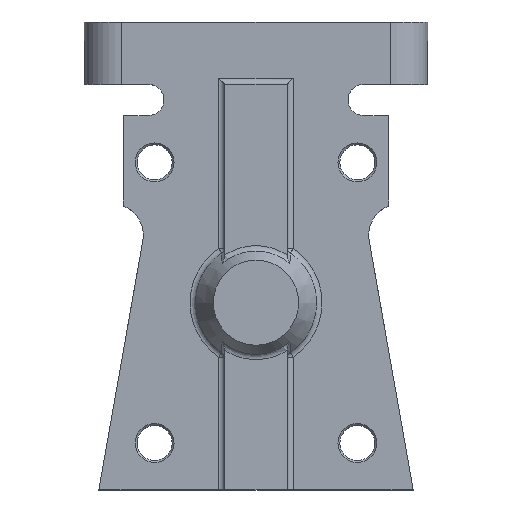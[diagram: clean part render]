
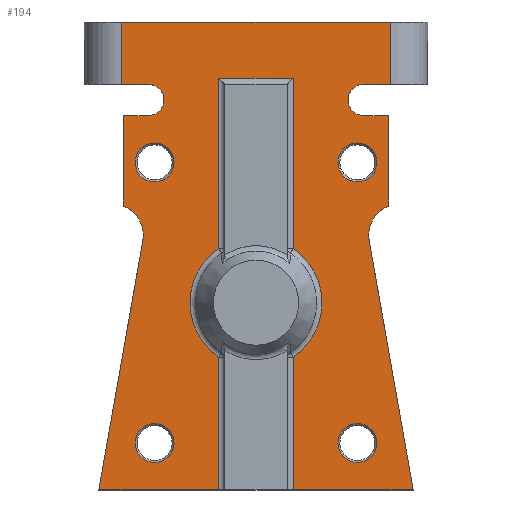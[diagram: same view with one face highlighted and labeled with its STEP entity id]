
A CAD part, top view. The second image highlights one B-rep face of the part: STEP entity #194.
In plain terms, the highlighted planar face has unit normal (0, 0, 1).
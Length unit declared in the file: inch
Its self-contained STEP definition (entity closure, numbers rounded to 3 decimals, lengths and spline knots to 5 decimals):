
#194=ADVANCED_FACE('',(#448,#449,#450,#451,#452),#262,.F.);
#262=PLANE('',#1301);
#281=LINE('',#1756,#361);
#285=LINE('',#1764,#365);
#290=LINE('',#1789,#370);
#308=LINE('',#1844,#388);
#312=LINE('',#1852,#392);
#317=LINE('',#1864,#397);
#319=LINE('',#1868,#399);
#323=LINE('',#1877,#403);
#327=LINE('',#1889,#407);
#328=LINE('',#1903,#408);
#329=LINE('',#1904,#409);
#330=LINE('',#1908,#410);
#331=LINE('',#1910,#411);
#332=LINE('',#1912,#412);
#333=LINE('',#1916,#413);
#334=LINE('',#1917,#414);
#335=LINE('',#1920,#415);
#336=LINE('',#1921,#416);
#361=VECTOR('',#1403,1.);
#365=VECTOR('',#1407,1.);
#370=VECTOR('',#1428,1.);
#388=VECTOR('',#1474,1.);
#392=VECTOR('',#1480,1.);
#397=VECTOR('',#1489,1.);
#399=VECTOR('',#1493,1.);
#403=VECTOR('',#1503,1.);
#407=VECTOR('',#1511,1.);
#408=VECTOR('',#1528,1.);
#409=VECTOR('',#1529,1.);
#410=VECTOR('',#1532,1.);
#411=VECTOR('',#1533,1.);
#412=VECTOR('',#1534,1.);
#413=VECTOR('',#1537,1.);
#414=VECTOR('',#1538,1.);
#415=VECTOR('',#1541,1.);
#416=VECTOR('',#1542,1.);
#448=FACE_BOUND('',#507,.T.);
#449=FACE_BOUND('',#508,.T.);
#450=FACE_BOUND('',#509,.T.);
#451=FACE_BOUND('',#510,.T.);
#452=FACE_BOUND('',#511,.T.);
#507=EDGE_LOOP('',(#679));
#508=EDGE_LOOP('',(#680));
#509=EDGE_LOOP('',(#681));
#510=EDGE_LOOP('',(#682));
#511=EDGE_LOOP('',(#683,#684,#685,#686,#687,#688,#689,#690,#691,#692,#693,
#694,#695,#696,#697,#698,#699,#700,#701,#702,#703,#704,#705,#706));
#679=ORIENTED_EDGE('',*,*,#1104,.T.);
#680=ORIENTED_EDGE('',*,*,#1105,.T.);
#681=ORIENTED_EDGE('',*,*,#1106,.T.);
#682=ORIENTED_EDGE('',*,*,#1107,.T.);
#683=ORIENTED_EDGE('',*,*,#1039,.T.);
#684=ORIENTED_EDGE('',*,*,#1108,.T.);
#685=ORIENTED_EDGE('',*,*,#1109,.T.);
#686=ORIENTED_EDGE('',*,*,#1091,.T.);
#687=ORIENTED_EDGE('',*,*,#1094,.T.);
#688=ORIENTED_EDGE('',*,*,#1079,.T.);
#689=ORIENTED_EDGE('',*,*,#1102,.T.);
#690=ORIENTED_EDGE('',*,*,#1110,.T.);
#691=ORIENTED_EDGE('',*,*,#1111,.T.);
#692=ORIENTED_EDGE('',*,*,#1112,.T.);
#693=ORIENTED_EDGE('',*,*,#1113,.T.);
#694=ORIENTED_EDGE('',*,*,#1114,.T.);
#695=ORIENTED_EDGE('',*,*,#1115,.T.);
#696=ORIENTED_EDGE('',*,*,#1116,.T.);
#697=ORIENTED_EDGE('',*,*,#1096,.T.);
#698=ORIENTED_EDGE('',*,*,#1083,.T.);
#699=ORIENTED_EDGE('',*,*,#1103,.T.);
#700=ORIENTED_EDGE('',*,*,#1089,.T.);
#701=ORIENTED_EDGE('',*,*,#1117,.T.);
#702=ORIENTED_EDGE('',*,*,#1118,.T.);
#703=ORIENTED_EDGE('',*,*,#1035,.T.);
#704=ORIENTED_EDGE('',*,*,#1119,.T.);
#705=ORIENTED_EDGE('',*,*,#1051,.T.);
#706=ORIENTED_EDGE('',*,*,#1120,.T.);
#922=VERTEX_POINT('',#1755);
#923=VERTEX_POINT('',#1757);
#926=VERTEX_POINT('',#1763);
#927=VERTEX_POINT('',#1765);
#938=VERTEX_POINT('',#1788);
#939=VERTEX_POINT('',#1790);
#961=VERTEX_POINT('',#1843);
#962=VERTEX_POINT('',#1845);
#964=VERTEX_POINT('',#1851);
#965=VERTEX_POINT('',#1853);
#969=VERTEX_POINT('',#1863);
#970=VERTEX_POINT('',#1865);
#971=VERTEX_POINT('',#1869);
#972=VERTEX_POINT('',#1870);
#973=VERTEX_POINT('',#1878);
#978=VERTEX_POINT('',#1888);
#979=VERTEX_POINT('',#1894);
#980=VERTEX_POINT('',#1896);
#981=VERTEX_POINT('',#1898);
#982=VERTEX_POINT('',#1900);
#983=VERTEX_POINT('',#1902);
#984=VERTEX_POINT('',#1905);
#985=VERTEX_POINT('',#1907);
#986=VERTEX_POINT('',#1909);
#987=VERTEX_POINT('',#1911);
#988=VERTEX_POINT('',#1913);
#989=VERTEX_POINT('',#1915);
#990=VERTEX_POINT('',#1918);
#1035=EDGE_CURVE('',#923,#922,#281,.T.);
#1039=EDGE_CURVE('',#927,#926,#285,.T.);
#1051=EDGE_CURVE('',#939,#938,#290,.T.);
#1079=EDGE_CURVE('',#962,#961,#308,.T.);
#1083=EDGE_CURVE('',#965,#964,#312,.T.);
#1089=EDGE_CURVE('',#970,#969,#317,.T.);
#1091=EDGE_CURVE('',#971,#972,#319,.T.);
#1094=EDGE_CURVE('',#972,#962,#1212,.T.);
#1096=EDGE_CURVE('',#973,#965,#323,.T.);
#1102=EDGE_CURVE('',#961,#978,#327,.T.);
#1103=EDGE_CURVE('',#964,#970,#1215,.T.);
#1104=EDGE_CURVE('',#979,#979,#1216,.T.);
#1105=EDGE_CURVE('',#980,#980,#1217,.T.);
#1106=EDGE_CURVE('',#981,#981,#1218,.T.);
#1107=EDGE_CURVE('',#982,#982,#1219,.T.);
#1108=EDGE_CURVE('',#926,#983,#1220,.T.);
#1109=EDGE_CURVE('',#983,#971,#328,.T.);
#1110=EDGE_CURVE('',#978,#984,#329,.T.);
#1111=EDGE_CURVE('',#984,#985,#1221,.T.);
#1112=EDGE_CURVE('',#985,#986,#330,.T.);
#1113=EDGE_CURVE('',#986,#987,#331,.T.);
#1114=EDGE_CURVE('',#987,#988,#332,.T.);
#1115=EDGE_CURVE('',#988,#989,#1222,.T.);
#1116=EDGE_CURVE('',#989,#973,#333,.T.);
#1117=EDGE_CURVE('',#969,#990,#334,.T.);
#1118=EDGE_CURVE('',#990,#923,#1223,.T.);
#1119=EDGE_CURVE('',#922,#939,#335,.T.);
#1120=EDGE_CURVE('',#938,#927,#336,.T.);
#1212=CIRCLE('',#1286,0.5);
#1215=CIRCLE('',#1291,0.5);
#1216=CIRCLE('',#1293,0.31125);
#1217=CIRCLE('',#1294,0.31125);
#1218=CIRCLE('',#1295,0.31125);
#1219=CIRCLE('',#1296,0.31125);
#1220=CIRCLE('',#1297,0.25);
#1221=CIRCLE('',#1298,1.05774);
#1222=CIRCLE('',#1299,1.05774);
#1223=CIRCLE('',#1300,0.25);
#1286=AXIS2_PLACEMENT_3D('',#1874,#1498,#1499);
#1291=AXIS2_PLACEMENT_3D('',#1891,#1514,#1515);
#1293=AXIS2_PLACEMENT_3D('',#1893,#1518,#1519);
#1294=AXIS2_PLACEMENT_3D('',#1895,#1520,#1521);
#1295=AXIS2_PLACEMENT_3D('',#1897,#1522,#1523);
#1296=AXIS2_PLACEMENT_3D('',#1899,#1524,#1525);
#1297=AXIS2_PLACEMENT_3D('',#1901,#1526,#1527);
#1298=AXIS2_PLACEMENT_3D('',#1906,#1530,#1531);
#1299=AXIS2_PLACEMENT_3D('',#1914,#1535,#1536);
#1300=AXIS2_PLACEMENT_3D('',#1919,#1539,#1540);
#1301=AXIS2_PLACEMENT_3D('',#1922,#1543,#1544);
#1403=DIRECTION('',(1.,0.,0.));
#1407=DIRECTION('',(1.,0.,0.));
#1428=DIRECTION('',(-1.,0.,0.));
#1474=DIRECTION('',(-0.174,-0.985,0.));
#1480=DIRECTION('',(-0.174,0.985,0.));
#1489=DIRECTION('',(0.,1.,0.));
#1493=DIRECTION('',(0.,-1.,0.));
#1498=DIRECTION('',(0.,0.,-1.));
#1499=DIRECTION('',(1.,0.,0.));
#1503=DIRECTION('',(1.,0.,0.));
#1511=DIRECTION('',(1.,0.,0.));
#1514=DIRECTION('',(0.,0.,-1.));
#1515=DIRECTION('',(-1.,0.,0.));
#1518=DIRECTION('',(0.,0.,-1.));
#1519=DIRECTION('',(-1.,0.,0.));
#1520=DIRECTION('',(0.,0.,-1.));
#1521=DIRECTION('',(-1.,0.,0.));
#1522=DIRECTION('',(0.,0.,-1.));
#1523=DIRECTION('',(-1.,0.,0.));
#1524=DIRECTION('',(0.,0.,-1.));
#1525=DIRECTION('',(-1.,0.,0.));
#1526=DIRECTION('',(0.,0.,-1.));
#1527=DIRECTION('',(-1.,0.,0.));
#1528=DIRECTION('',(-1.,0.,0.));
#1529=DIRECTION('',(0.,1.,0.));
#1530=DIRECTION('',(0.,0.,-1.));
#1531=DIRECTION('',(-1.,0.,0.));
#1532=DIRECTION('',(0.,1.,0.));
#1533=DIRECTION('',(1.,0.,0.));
#1534=DIRECTION('',(0.,-1.,0.));
#1535=DIRECTION('',(0.,0.,-1.));
#1536=DIRECTION('',(-1.,0.,0.));
#1537=DIRECTION('',(0.,-1.,0.));
#1538=DIRECTION('',(-1.,0.,0.));
#1539=DIRECTION('',(0.,0.,-1.));
#1540=DIRECTION('',(-1.,0.,0.));
#1541=DIRECTION('',(0.,1.,0.));
#1542=DIRECTION('',(0.,-1.,0.));
#1543=DIRECTION('',(0.,0.,-1.));
#1544=DIRECTION('',(-1.,0.,0.));
#1755=CARTESIAN_POINT('',(2.15,3.5,0.));
#1756=CARTESIAN_POINT('',(-2.75,3.5,0.));
#1757=CARTESIAN_POINT('',(1.725,3.5,0.));
#1763=CARTESIAN_POINT('',(-1.725,3.5,0.));
#1764=CARTESIAN_POINT('',(-2.75,3.5,0.));
#1765=CARTESIAN_POINT('',(-2.15,3.5,0.));
#1788=CARTESIAN_POINT('',(-2.15,4.5,0.));
#1789=CARTESIAN_POINT('',(2.75,4.5,0.));
#1790=CARTESIAN_POINT('',(2.15,4.5,0.));
#1843=CARTESIAN_POINT('',(-2.51882,-3.,0.));
#1844=CARTESIAN_POINT('',(-1.81399,0.99724,0.));
#1845=CARTESIAN_POINT('',(-1.81399,0.99724,0.));
#1851=CARTESIAN_POINT('',(1.81399,0.99724,0.));
#1852=CARTESIAN_POINT('',(2.51882,-3.,0.));
#1853=CARTESIAN_POINT('',(2.51882,-3.,0.));
#1863=CARTESIAN_POINT('',(2.125,3.,0.));
#1864=CARTESIAN_POINT('',(2.125,1.55,0.));
#1865=CARTESIAN_POINT('',(2.125,1.55,0.));
#1868=CARTESIAN_POINT('',(-2.125,3.5,0.));
#1869=CARTESIAN_POINT('',(-2.125,3.,0.));
#1870=CARTESIAN_POINT('',(-2.125,1.55,0.));
#1874=CARTESIAN_POINT('',(-2.3064,1.08407,0.));
#1877=CARTESIAN_POINT('',(-2.51882,-3.,0.));
#1878=CARTESIAN_POINT('',(0.6,-3.,0.));
#1888=CARTESIAN_POINT('',(-0.6,-3.,0.));
#1889=CARTESIAN_POINT('',(-2.51882,-3.,0.));
#1891=CARTESIAN_POINT('',(2.3064,1.08407,0.));
#1893=CARTESIAN_POINT('',(-1.625,-2.25,0.));
#1894=CARTESIAN_POINT('',(-1.93625,-2.25,0.));
#1895=CARTESIAN_POINT('',(1.625,-2.25,0.));
#1896=CARTESIAN_POINT('',(1.31375,-2.25,0.));
#1897=CARTESIAN_POINT('',(1.625,2.25,0.));
#1898=CARTESIAN_POINT('',(1.31375,2.25,0.));
#1899=CARTESIAN_POINT('',(-1.625,2.25,0.));
#1900=CARTESIAN_POINT('',(-1.93625,2.25,0.));
#1901=CARTESIAN_POINT('',(-1.725,3.25,0.));
#1902=CARTESIAN_POINT('',(-1.725,3.,0.));
#1903=CARTESIAN_POINT('',(-2.3064,3.,0.));
#1904=CARTESIAN_POINT('',(-0.6,1.08407,0.));
#1905=CARTESIAN_POINT('',(-0.6,-0.87109,0.));
#1906=CARTESIAN_POINT('',(0.,0.,0.));
#1907=CARTESIAN_POINT('',(-0.6,0.87109,0.));
#1908=CARTESIAN_POINT('',(-0.6,1.08407,0.));
#1909=CARTESIAN_POINT('',(-0.6,3.6,0.));
#1910=CARTESIAN_POINT('',(-2.3064,3.6,0.));
#1911=CARTESIAN_POINT('',(0.6,3.6,0.));
#1912=CARTESIAN_POINT('',(0.6,1.08407,0.));
#1913=CARTESIAN_POINT('',(0.6,0.87109,0.));
#1914=CARTESIAN_POINT('',(0.,0.,0.));
#1915=CARTESIAN_POINT('',(0.6,-0.87109,0.));
#1916=CARTESIAN_POINT('',(0.6,1.08407,0.));
#1917=CARTESIAN_POINT('',(-2.3064,3.,0.));
#1918=CARTESIAN_POINT('',(1.725,3.,0.));
#1919=CARTESIAN_POINT('',(1.725,3.25,0.));
#1920=CARTESIAN_POINT('',(2.15,4.5,0.));
#1921=CARTESIAN_POINT('',(-2.15,4.5,0.));
#1922=CARTESIAN_POINT('',(-2.3064,1.08407,0.));
